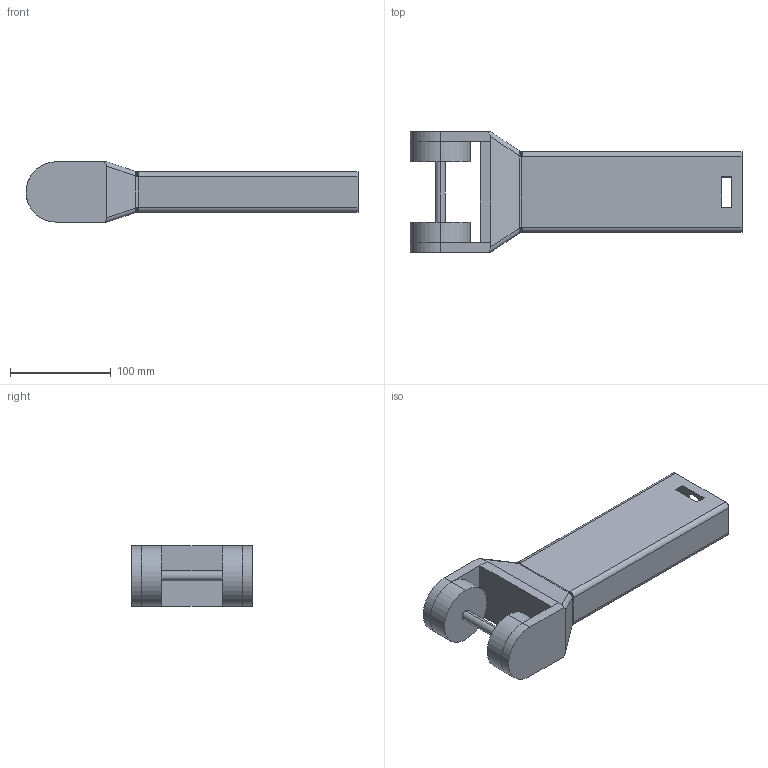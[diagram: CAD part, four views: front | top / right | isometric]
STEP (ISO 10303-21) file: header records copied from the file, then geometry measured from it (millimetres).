
FILE_DESCRIPTION (( 'STEP AP203' ), '1' );
FILE_NAME ('link_3_Default_sldprt.STEP', '2021-08-17T20:43:28', ( '' ), ( '' ), 'SwSTEP 2.0', 'SolidWorks 2021', '' );
FILE_SCHEMA (( 'CONFIG_CONTROL_DESIGN' ));
Length unit declared in the file: centimetre
Products named in the file (1): link_3_Default_sldprt
Bounding box: 330.07 x 120 x 60.11 mm (x, y, z)
Volume: 1092538.1 mm3; surface area: 119252.2 mm2
Topology: 2 solids, 2 shells, 66 faces, 162 edges, 100 vertices
Faces by surface type: plane 30, cylinder 24, bspline 8, torus 4
Entity records: 2125 total; most frequent: CARTESIAN_POINT 529, ORIENTED_EDGE 324, DIRECTION 316, EDGE_CURVE 162, AXIS2_PLACEMENT_3D 119, VERTEX_POINT 100, LINE 78, VECTOR 78
